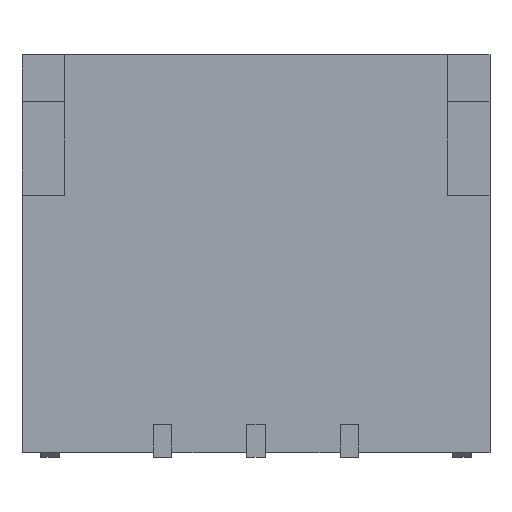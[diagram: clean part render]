
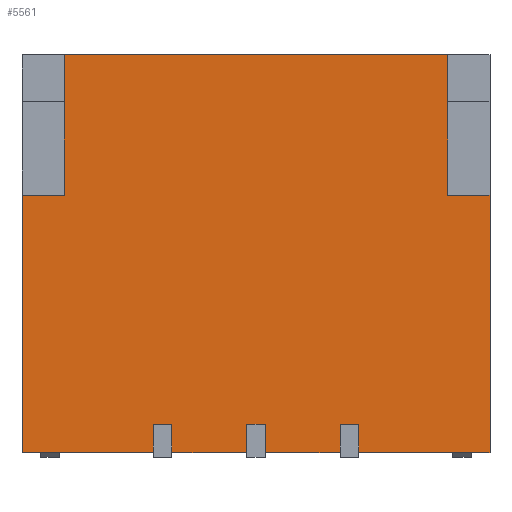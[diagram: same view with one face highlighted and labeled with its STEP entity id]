
A CAD part, front view. The second image highlights one B-rep face of the part: STEP entity #5561.
In plain terms, the highlighted planar face has unit normal (0, -1, 0).
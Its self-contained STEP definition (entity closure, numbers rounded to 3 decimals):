
#276=FACE_OUTER_BOUND('',#570,.T.);
#570=EDGE_LOOP('',(#4661,#4662,#4663,#4664,#4665,#4666,#4667,#4668,#4669,
#4670,#4671,#4672,#4673,#4674,#4675,#4676,#4677,#4678,#4679,#4680));
#1088=LINE('',#8164,#1834);
#1160=LINE('',#8308,#1906);
#1171=LINE('',#8328,#1917);
#1176=LINE('',#8339,#1922);
#1180=LINE('',#8347,#1926);
#1184=LINE('',#8355,#1930);
#1188=LINE('',#8363,#1934);
#1190=LINE('',#8366,#1936);
#1273=LINE('',#8534,#2019);
#1282=LINE('',#8551,#2028);
#1284=LINE('',#8557,#2030);
#1285=LINE('',#8559,#2031);
#1286=LINE('',#8560,#2032);
#1287=LINE('',#8562,#2033);
#1288=LINE('',#8564,#2034);
#1289=LINE('',#8565,#2035);
#1290=LINE('',#8567,#2036);
#1291=LINE('',#8569,#2037);
#1292=LINE('',#8570,#2038);
#1293=LINE('',#8571,#2039);
#1834=VECTOR('',#6713,4.1);
#1906=VECTOR('',#6833,0.45);
#1917=VECTOR('',#6852,1.5);
#1922=VECTOR('',#6859,1.4);
#1926=VECTOR('',#6863,0.8);
#1930=VECTOR('',#6867,0.8);
#1934=VECTOR('',#6871,1.4);
#1936=VECTOR('',#6875,2.75);
#2019=VECTOR('',#7014,0.45);
#2028=VECTOR('',#7031,1.5);
#2030=VECTOR('',#7039,0.3);
#2031=VECTOR('',#7040,0.2);
#2032=VECTOR('',#7041,0.3);
#2033=VECTOR('',#7042,0.3);
#2034=VECTOR('',#7043,0.2);
#2035=VECTOR('',#7044,0.3);
#2036=VECTOR('',#7045,0.3);
#2037=VECTOR('',#7046,0.2);
#2038=VECTOR('',#7047,0.3);
#2039=VECTOR('',#7048,2.75);
#2424=VERTEX_POINT('',#8161);
#2425=VERTEX_POINT('',#8163);
#2471=VERTEX_POINT('',#8304);
#2473=VERTEX_POINT('',#8307);
#2482=VERTEX_POINT('',#8336);
#2483=VERTEX_POINT('',#8338);
#2486=VERTEX_POINT('',#8344);
#2487=VERTEX_POINT('',#8346);
#2490=VERTEX_POINT('',#8352);
#2491=VERTEX_POINT('',#8354);
#2494=VERTEX_POINT('',#8360);
#2495=VERTEX_POINT('',#8362);
#2550=VERTEX_POINT('',#8528);
#2552=VERTEX_POINT('',#8532);
#2557=VERTEX_POINT('',#8556);
#2558=VERTEX_POINT('',#8558);
#2559=VERTEX_POINT('',#8561);
#2560=VERTEX_POINT('',#8563);
#2561=VERTEX_POINT('',#8566);
#2562=VERTEX_POINT('',#8568);
#3078=EDGE_CURVE('',#2425,#2424,#1088,.T.);
#3150=EDGE_CURVE('',#2473,#2471,#1160,.T.);
#3161=EDGE_CURVE('',#2424,#2473,#1171,.T.);
#3166=EDGE_CURVE('',#2482,#2483,#1176,.T.);
#3170=EDGE_CURVE('',#2486,#2487,#1180,.T.);
#3174=EDGE_CURVE('',#2490,#2491,#1184,.T.);
#3178=EDGE_CURVE('',#2494,#2495,#1188,.T.);
#3180=EDGE_CURVE('',#2495,#2471,#1190,.T.);
#3263=EDGE_CURVE('',#2550,#2552,#1273,.T.);
#3272=EDGE_CURVE('',#2552,#2425,#1282,.T.);
#3274=EDGE_CURVE('',#2557,#2494,#1284,.T.);
#3275=EDGE_CURVE('',#2558,#2557,#1285,.T.);
#3276=EDGE_CURVE('',#2491,#2558,#1286,.T.);
#3277=EDGE_CURVE('',#2559,#2490,#1287,.T.);
#3278=EDGE_CURVE('',#2560,#2559,#1288,.T.);
#3279=EDGE_CURVE('',#2487,#2560,#1289,.T.);
#3280=EDGE_CURVE('',#2561,#2486,#1290,.T.);
#3281=EDGE_CURVE('',#2562,#2561,#1291,.T.);
#3282=EDGE_CURVE('',#2483,#2562,#1292,.T.);
#3283=EDGE_CURVE('',#2550,#2482,#1293,.T.);
#4661=ORIENTED_EDGE('',*,*,#3150,.T.);
#4662=ORIENTED_EDGE('',*,*,#3180,.F.);
#4663=ORIENTED_EDGE('',*,*,#3178,.F.);
#4664=ORIENTED_EDGE('',*,*,#3274,.F.);
#4665=ORIENTED_EDGE('',*,*,#3275,.F.);
#4666=ORIENTED_EDGE('',*,*,#3276,.F.);
#4667=ORIENTED_EDGE('',*,*,#3174,.F.);
#4668=ORIENTED_EDGE('',*,*,#3277,.F.);
#4669=ORIENTED_EDGE('',*,*,#3278,.F.);
#4670=ORIENTED_EDGE('',*,*,#3279,.F.);
#4671=ORIENTED_EDGE('',*,*,#3170,.F.);
#4672=ORIENTED_EDGE('',*,*,#3280,.F.);
#4673=ORIENTED_EDGE('',*,*,#3281,.F.);
#4674=ORIENTED_EDGE('',*,*,#3282,.F.);
#4675=ORIENTED_EDGE('',*,*,#3166,.F.);
#4676=ORIENTED_EDGE('',*,*,#3283,.F.);
#4677=ORIENTED_EDGE('',*,*,#3263,.T.);
#4678=ORIENTED_EDGE('',*,*,#3272,.T.);
#4679=ORIENTED_EDGE('',*,*,#3078,.T.);
#4680=ORIENTED_EDGE('',*,*,#3161,.T.);
#5075=PLANE('',#5839);
#5561=ADVANCED_FACE('',(#276),#5075,.T.);
#5839=AXIS2_PLACEMENT_3D('',#8555,#7037,#7038);
#6713=DIRECTION('',(-1.,0.,0.));
#6833=DIRECTION('',(-1.,0.,0.));
#6852=DIRECTION('',(0.,0.,-1.));
#6859=DIRECTION('',(-1.,0.,0.));
#6863=DIRECTION('',(-1.,0.,0.));
#6867=DIRECTION('',(-1.,0.,0.));
#6871=DIRECTION('',(-1.,0.,0.));
#6875=DIRECTION('',(0.,0.,1.));
#7014=DIRECTION('',(-1.,0.,0.));
#7031=DIRECTION('',(0.,0.,1.));
#7037=DIRECTION('center_axis',(0.,-1.,0.));
#7038=DIRECTION('ref_axis',(0.,0.,-1.));
#7039=DIRECTION('',(0.,0.,-1.));
#7040=DIRECTION('',(-1.,0.,0.));
#7041=DIRECTION('',(0.,0.,1.));
#7042=DIRECTION('',(0.,0.,-1.));
#7043=DIRECTION('',(-1.,0.,0.));
#7044=DIRECTION('',(0.,0.,1.));
#7045=DIRECTION('',(0.,0.,-1.));
#7046=DIRECTION('',(-1.,0.,0.));
#7047=DIRECTION('',(0.,0.,1.));
#7048=DIRECTION('',(0.,0.,-1.));
#8161=CARTESIAN_POINT('',(-2.05,0.05,4.25));
#8163=CARTESIAN_POINT('',(2.05,0.05,4.25));
#8164=CARTESIAN_POINT('',(0.,0.05,4.25));
#8304=CARTESIAN_POINT('',(-2.5,0.05,2.75));
#8307=CARTESIAN_POINT('',(-2.05,0.05,2.75));
#8308=CARTESIAN_POINT('',(-1.25,0.05,2.75));
#8328=CARTESIAN_POINT('',(-2.05,0.05,3.958));
#8336=CARTESIAN_POINT('',(2.5,0.05,0.));
#8338=CARTESIAN_POINT('',(1.1,0.05,0.));
#8339=CARTESIAN_POINT('',(0.,0.05,0.));
#8344=CARTESIAN_POINT('',(0.9,0.05,0.));
#8346=CARTESIAN_POINT('',(0.1,0.05,0.));
#8347=CARTESIAN_POINT('',(0.,0.05,0.));
#8352=CARTESIAN_POINT('',(-0.1,0.05,0.));
#8354=CARTESIAN_POINT('',(-0.9,0.05,0.));
#8355=CARTESIAN_POINT('',(0.,0.05,0.));
#8360=CARTESIAN_POINT('',(-1.1,0.05,0.));
#8362=CARTESIAN_POINT('',(-2.5,0.05,0.));
#8363=CARTESIAN_POINT('',(0.,0.05,0.));
#8366=CARTESIAN_POINT('',(-2.5,0.05,0.));
#8528=CARTESIAN_POINT('',(2.5,0.05,2.75));
#8532=CARTESIAN_POINT('',(2.05,0.05,2.75));
#8534=CARTESIAN_POINT('',(1.25,0.05,2.75));
#8551=CARTESIAN_POINT('',(2.05,0.05,3.958));
#8555=CARTESIAN_POINT('Origin',(0.,0.05,4.25));
#8556=CARTESIAN_POINT('',(-1.1,0.05,0.3));
#8557=CARTESIAN_POINT('',(-1.1,0.05,2.541));
#8558=CARTESIAN_POINT('',(-0.9,0.05,0.3));
#8559=CARTESIAN_POINT('',(-0.5,0.05,0.3));
#8560=CARTESIAN_POINT('',(-0.9,0.05,2.541));
#8561=CARTESIAN_POINT('',(-0.1,0.05,0.3));
#8562=CARTESIAN_POINT('',(-0.1,0.05,2.541));
#8563=CARTESIAN_POINT('',(0.1,0.05,0.3));
#8564=CARTESIAN_POINT('',(0.,0.05,0.3));
#8565=CARTESIAN_POINT('',(0.1,0.05,2.541));
#8566=CARTESIAN_POINT('',(0.9,0.05,0.3));
#8567=CARTESIAN_POINT('',(0.9,0.05,2.541));
#8568=CARTESIAN_POINT('',(1.1,0.05,0.3));
#8569=CARTESIAN_POINT('',(0.5,0.05,0.3));
#8570=CARTESIAN_POINT('',(1.1,0.05,2.541));
#8571=CARTESIAN_POINT('',(2.5,0.05,0.));
